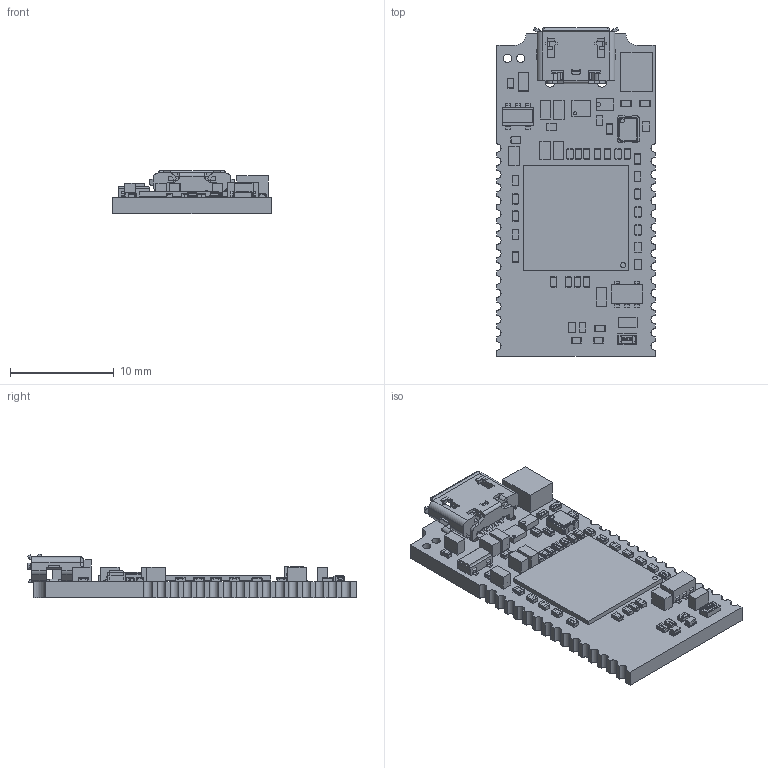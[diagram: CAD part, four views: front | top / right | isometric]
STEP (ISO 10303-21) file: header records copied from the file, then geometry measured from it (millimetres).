
FILE_DESCRIPTION(/* description */ (''),/* implementation_level */ '2;1');
FILE_NAME(/* name */ 'STLINK-V3MODS v3.step',/* time_stamp */ '2022-08-08T11:15:47+02:00',/* author */ (''),/* organization */ (''),/* preprocessor_version */ 'ST-DEVELOPER v19',/* originating_system */ 'Autodesk Translation Framework v11.7.0.108',/* authorisation */ '');
FILE_SCHEMA (('AUTOMOTIVE_DESIGN { 1 0 10303 214 3 1 1 }'));
Length unit declared in the file: millimetre
Products named in the file (114): STLINK-V3MODS; Board; LD3; LED0402_greenH05; 1032282120; Extruded (1); R22; C2; C3; C4; C5; C6; C7; C8; C9; C10; C11; C12; C13; C14; C15; C16; C17; C18; C19; C20; C21; C22; C23; C24; C25; C26; C27; C0402; C28; CN1; MOLEX_105017-0001; Open CASCADE STEP translator 6.8 1.31.1.1; Open CASCADE STEP translator 6.8 1.31.1.2; 1032283344 ...
Assembly tree (392 placements, depth 4):
  STLINK-V3MODS
    Board
    LD3
      LED0402_greenH05
      1032281848
        Extruded
      1032282120
        Extruded (1)
    R22
      R0402
      1032283752
        Extruded (2)
    C2
      C0402
      1032283752
        Extruded (2)
    C3
      C0603
      1032283616
        Extruded (3)
    C4
      C0603
      1032283616
        Extruded (3)
    C5
      C0402
      1032280760
        Extruded (4)
    C6
      C0402
      1032280760
        Extruded (4)
    C7
      C0402
      1032283752
        Extruded (2)
    C8
      C0402
      1032280760
        Extruded (4)
    C9
      C0402
      1032280760
        Extruded (4)
    C10
      C0402
      1032280760
        Extruded (4)
    C11
      C0402
      1032280760
        Extruded (4)
    C12
      C0402
      1032280760
        Extruded (4)
    C13
      C0402
      1032280760
        Extruded (4)
Bounding box: 15.24 x 31.67 x 4.17 mm (x, y, z)
Volume: 890.9 mm3; surface area: 2152.1 mm2
Topology: 337 solids, 337 shells, 6779 faces, 15824 edges, 8998 vertices
Faces by surface type: cylinder 2274, plane 2155, bspline 1353, sphere 913, torus 84
Full cylindrical faces by diameter (mm): 0.3 x1, 0.4 x2, 0.5 x1, 0.8 x2, 0.9 x2
Entity records: 52152 total; most frequent: CARTESIAN_POINT 14857, DIRECTION 7401, ORIENTED_EDGE 6894, EDGE_CURVE 3447, AXIS2_PLACEMENT_3D 2472, LINE 2457, VECTOR 2457, VERTEX_POINT 2174
